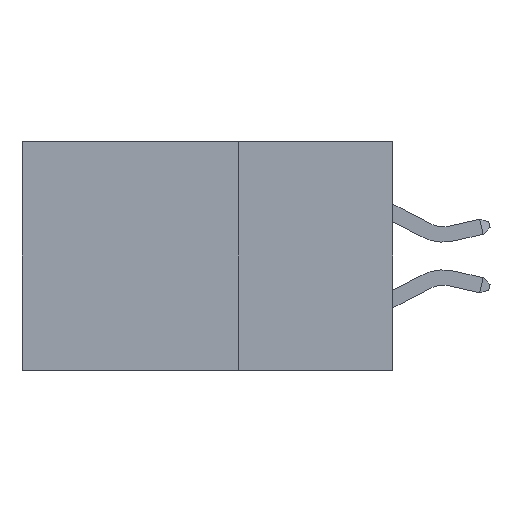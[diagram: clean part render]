
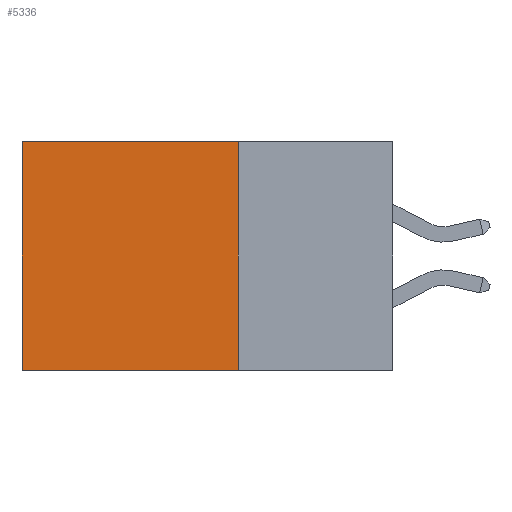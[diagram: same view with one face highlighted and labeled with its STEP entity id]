
A CAD part, left-side view. The second image highlights one B-rep face of the part: STEP entity #5336.
In plain terms, the highlighted planar face has unit normal (-1, 0, 0).
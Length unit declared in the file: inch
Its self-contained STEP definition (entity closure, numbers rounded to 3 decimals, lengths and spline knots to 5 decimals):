
#120 = VERTEX_POINT ( 'NONE', #4863 ) ;
#417 = CARTESIAN_POINT ( 'NONE',  ( 0.2875, 0.25, 0. ) ) ;
#653 = DIRECTION ( 'NONE',  ( 0., 0., -1. ) ) ;
#666 = CARTESIAN_POINT ( 'NONE',  ( 0.2875, 0.25, 0. ) ) ;
#757 = DIRECTION ( 'NONE',  ( 0., 0., -1. ) ) ;
#1136 = FACE_OUTER_BOUND ( 'NONE', #7829, .T. ) ;
#1162 = EDGE_CURVE ( 'NONE', #4145, #5400, #8719, .T. ) ;
#1618 = VECTOR ( 'NONE', #653, 39.37008 ) ;
#1651 = VECTOR ( 'NONE', #5114, 39.37008 ) ;
#1842 = EDGE_CURVE ( 'NONE', #4145, #120, #3492, .T. ) ;
#2902 = ORIENTED_EDGE ( 'NONE', *, *, #9060, .T. ) ;
#3106 = ORIENTED_EDGE ( 'NONE', *, *, #1162, .T. ) ;
#3492 = LINE ( 'NONE', #666, #1618 ) ;
#3544 = CARTESIAN_POINT ( 'NONE',  ( 0.2875, 0.6, 0. ) ) ;
#3689 = VERTEX_POINT ( 'NONE', #7098 ) ;
#4042 = LINE ( 'NONE', #8061, #1651 ) ;
#4145 = VERTEX_POINT ( 'NONE', #4341 ) ;
#4341 = CARTESIAN_POINT ( 'NONE',  ( 0.2875, 0.25, 0. ) ) ;
#4370 = AXIS2_PLACEMENT_3D ( 'NONE', #7825, #7576, #7673 ) ;
#4684 = ORIENTED_EDGE ( 'NONE', *, *, #1842, .F. ) ;
#4863 = CARTESIAN_POINT ( 'NONE',  ( 0.2875, 0.25, -0.37 ) ) ;
#5114 = DIRECTION ( 'NONE',  ( 0., 1., 0. ) ) ;
#5160 = ORIENTED_EDGE ( 'NONE', *, *, #8625, .F. ) ;
#5336 = ADVANCED_FACE ( 'NONE', ( #1136 ), #7969, .F. ) ;
#5400 = VERTEX_POINT ( 'NONE', #6344 ) ;
#6344 = CARTESIAN_POINT ( 'NONE',  ( 0.2875, 0.6, 0. ) ) ;
#6985 = VECTOR ( 'NONE', #8204, 39.37008 ) ;
#7098 = CARTESIAN_POINT ( 'NONE',  ( 0.2875, 0.6, -0.37 ) ) ;
#7576 = DIRECTION ( 'NONE',  ( 1., 0., 0. ) ) ;
#7673 = DIRECTION ( 'NONE',  ( 0., 0., -1. ) ) ;
#7825 = CARTESIAN_POINT ( 'NONE',  ( 0.2875, 0.25, 0. ) ) ;
#7829 = EDGE_LOOP ( 'NONE', ( #2902, #5160, #4684, #3106 ) ) ;
#7969 = PLANE ( 'NONE',  #4370 ) ;
#8061 = CARTESIAN_POINT ( 'NONE',  ( 0.2875, 0.25, -0.37 ) ) ;
#8204 = DIRECTION ( 'NONE',  ( 0., 1., 0. ) ) ;
#8625 = EDGE_CURVE ( 'NONE', #120, #3689, #4042, .T. ) ;
#8719 = LINE ( 'NONE', #417, #6985 ) ;
#9060 = EDGE_CURVE ( 'NONE', #5400, #3689, #9972, .T. ) ;
#9752 = VECTOR ( 'NONE', #757, 39.37008 ) ;
#9972 = LINE ( 'NONE', #3544, #9752 ) ;
